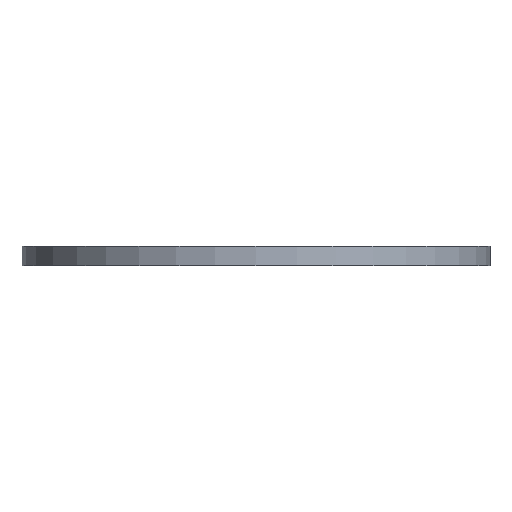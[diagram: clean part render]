
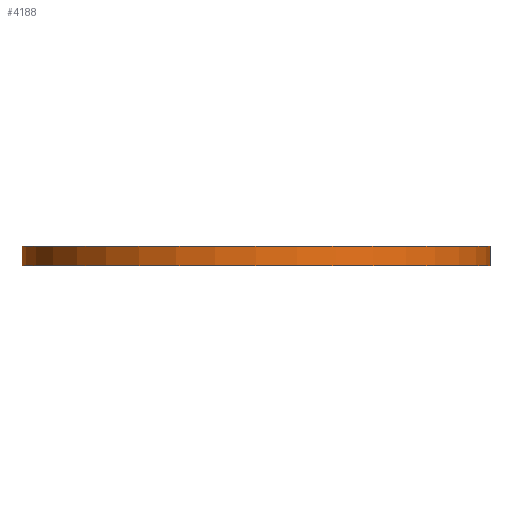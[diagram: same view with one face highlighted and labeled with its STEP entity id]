
A CAD part, front view. The second image highlights one B-rep face of the part: STEP entity #4188.
In plain terms, the highlighted cylindrical face has radius 24 mm (diameter 48 mm), a partial arc.
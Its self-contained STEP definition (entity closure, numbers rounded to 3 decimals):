
#2779=CARTESIAN_POINT('',(0.,0.,0.));
#2780=DIRECTION('',(0.,0.,1.));
#2781=DIRECTION('',(-1.,0.,0.));
#2782=AXIS2_PLACEMENT_3D('',#2779,#2780,#2781);
#2803=DIRECTION('',(0.,0.,1.));
#2804=VECTOR('',#2803,2.);
#2805=CARTESIAN_POINT('',(24.,0.,0.));
#2806=LINE('',#2805,#2804);
#2810=DIRECTION('',(0.,0.,1.));
#2811=VECTOR('',#2810,2.);
#2812=CARTESIAN_POINT('',(-24.,0.,0.));
#2813=LINE('',#2812,#2811);
#2825=CARTESIAN_POINT('',(0.,0.,2.));
#2826=DIRECTION('',(0.,0.,-1.));
#2827=DIRECTION('',(1.,0.,0.));
#2828=AXIS2_PLACEMENT_3D('',#2825,#2826,#2827);
#3923=CARTESIAN_POINT('',(24.,0.,0.));
#3924=CARTESIAN_POINT('',(-24.,0.,0.));
#3925=VERTEX_POINT('',#3923);
#3926=VERTEX_POINT('',#3924);
#3931=CARTESIAN_POINT('',(24.,0.,2.));
#3932=VERTEX_POINT('',#3931);
#3933=CARTESIAN_POINT('',(-24.,0.,2.));
#3934=VERTEX_POINT('',#3933);
#4176=CARTESIAN_POINT('',(0.,0.,0.));
#4177=DIRECTION('',(0.,0.,1.));
#4178=DIRECTION('',(1.,0.,0.));
#4179=AXIS2_PLACEMENT_3D('',#4176,#4177,#4178);
#4180=CYLINDRICAL_SURFACE('',#4179,24.);
#4181=ORIENTED_EDGE('',*,*,#4136,.F.);
#4182=ORIENTED_EDGE('',*,*,#4164,.T.);
#4184=ORIENTED_EDGE('',*,*,#4183,.F.);
#4185=ORIENTED_EDGE('',*,*,#4160,.F.);
#4186=EDGE_LOOP('',(#4181,#4182,#4184,#4185));
#4187=FACE_OUTER_BOUND('',#4186,.F.);
#2783=CIRCLE('',#2782,24.);
#2829=CIRCLE('',#2828,24.);
#4136=EDGE_CURVE('',#3926,#3925,#2783,.T.);
#4160=EDGE_CURVE('',#3925,#3932,#2806,.T.);
#4164=EDGE_CURVE('',#3926,#3934,#2813,.T.);
#4183=EDGE_CURVE('',#3932,#3934,#2829,.T.);
#4188=ADVANCED_FACE('',(#4187),#4180,.T.);
